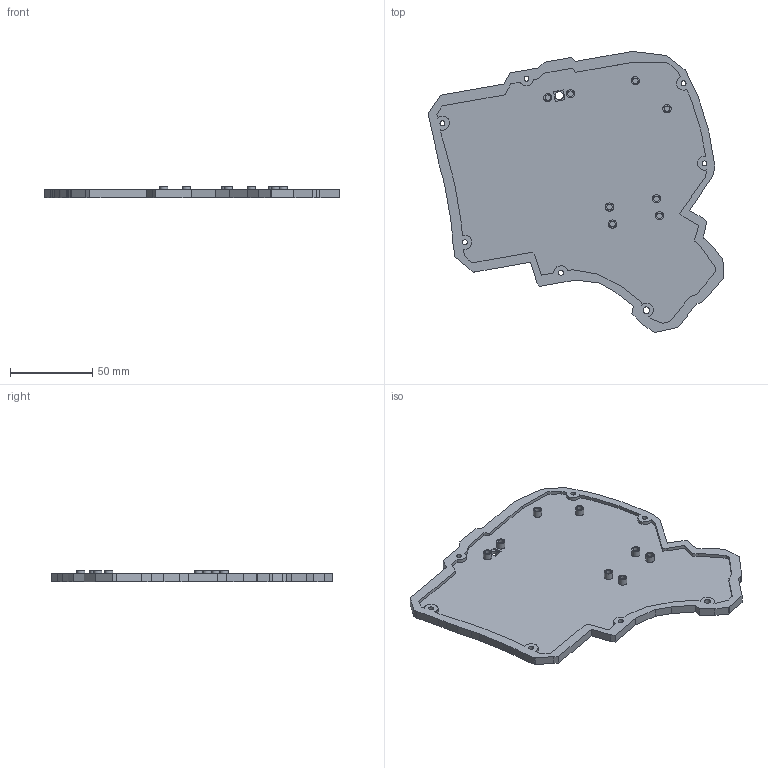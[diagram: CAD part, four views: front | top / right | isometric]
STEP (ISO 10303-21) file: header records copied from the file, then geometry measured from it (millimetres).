
FILE_DESCRIPTION(('FreeCAD Model'),'2;1');
FILE_NAME('Open CASCADE Shape Model','2025-10-18T22:03:26',(''),(''), 'Open CASCADE STEP processor 7.8','FreeCAD','Unknown');
FILE_SCHEMA(('AUTOMOTIVE_DESIGN { 1 0 10303 214 1 1 1 1 }'));
Length unit declared in the file: millimetre
Products named in the file (1): Plate001
Bounding box: 179.14 x 170.83 x 7 mm (x, y, z)
Volume: 71464.4 mm3; surface area: 48622.7 mm2
Topology: 1 solids, 1 shells, 199 faces, 498 edges, 332 vertices
Faces by surface type: plane 146, cylinder 38, cone 15
Full cylindrical faces by diameter (mm): 3 x6, 3.3 x8, 4 x1, 5 x9, 6 x7
Entity records: 6365 total; most frequent: CARTESIAN_POINT 1467, ORIENTED_EDGE 996, DIRECTION 977, EDGE_CURVE 498, LINE 385, VECTOR 385, VERTEX_POINT 332, AXIS2_PLACEMENT_3D 296
